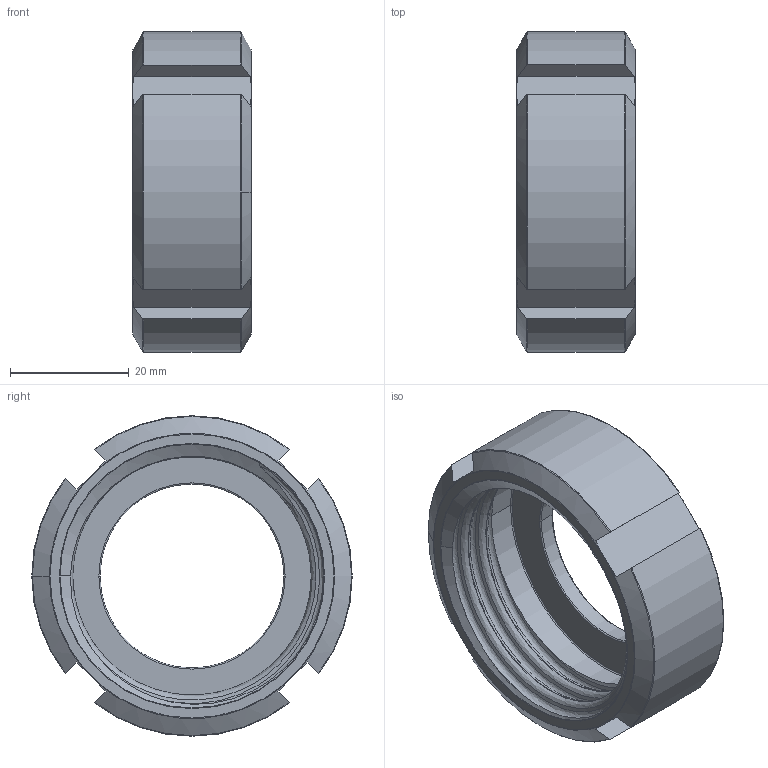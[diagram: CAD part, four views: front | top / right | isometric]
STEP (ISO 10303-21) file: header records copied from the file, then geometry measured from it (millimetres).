
FILE_DESCRIPTION (( 'STEP AP214' ), '1' );
FILE_NAME ('GL-210-020-x Nutmutter DIN11851 F20 heco.STEP', '2017-08-29T13:38:57', ( '' ), ( '' ), 'SwSTEP 2.0', 'SolidWorks 2016', '' );
FILE_SCHEMA (( 'AUTOMOTIVE_DESIGN' ));
Length unit declared in the file: millimetre
Products named in the file (1): GL-210-020-x Nutmutter DIN11851 F20 heco
Bounding box: 20 x 54 x 54 mm (x, y, z)
Volume: 16292.1 mm3; surface area: 9887.3 mm2
Topology: 1 solids, 1 shells, 244 faces, 644 edges, 424 vertices
Faces by surface type: plane 101, bspline 88, torus 27, cylinder 14, cone 14
Entity records: 16742 total; most frequent: CARTESIAN_POINT 9563, ORIENTED_EDGE 1288, DIRECTION 785, EDGE_CURVE 644, VERTEX_POINT 424, VECTOR 309, LINE 309, EDGE_LOOP 268
